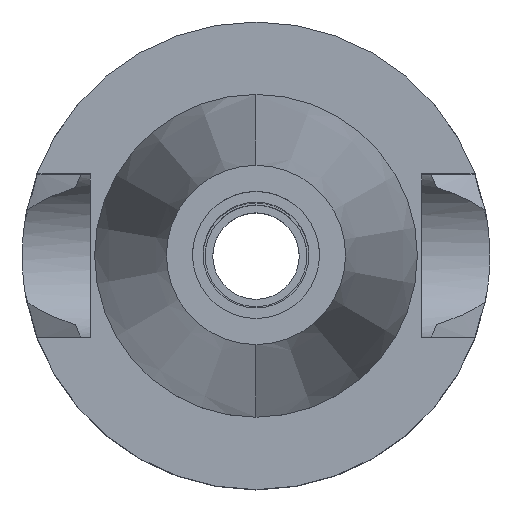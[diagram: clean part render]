
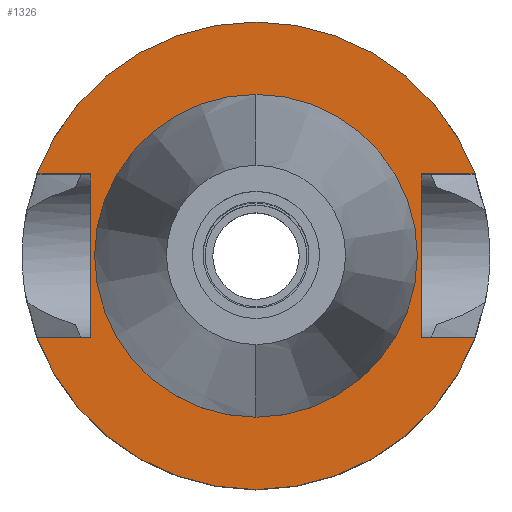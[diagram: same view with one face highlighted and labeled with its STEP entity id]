
A CAD part, top view. The second image highlights one B-rep face of the part: STEP entity #1326.
In plain terms, the highlighted planar face has unit normal (0, 0, 1).
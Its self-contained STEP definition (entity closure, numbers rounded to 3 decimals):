
#94=DIRECTION('',(0.,1.,0.));
#95=VECTOR('',#94,16.1);
#96=CARTESIAN_POINT('',(-16.3,-8.05,-1.));
#97=LINE('',#96,#95);
#101=DIRECTION('',(-1.,0.,0.));
#102=VECTOR('',#101,5.245);
#103=CARTESIAN_POINT('',(-16.3,8.05,-1.));
#104=LINE('',#103,#102);
#108=CARTESIAN_POINT('',(0.,0.,-1.));
#109=DIRECTION('',(0.,0.,-1.));
#110=DIRECTION('',(-0.937,0.35,0.));
#111=AXIS2_PLACEMENT_3D('',#108,#109,#110);
#116=CARTESIAN_POINT('',(0.,0.,-1.));
#117=DIRECTION('',(0.,0.,-1.));
#118=DIRECTION('',(0.,1.,0.));
#119=AXIS2_PLACEMENT_3D('',#116,#117,#118);
#124=DIRECTION('',(0.,-1.,0.));
#125=VECTOR('',#124,16.1);
#126=CARTESIAN_POINT('',(16.3,8.05,-1.));
#127=LINE('',#126,#125);
#131=DIRECTION('',(1.,0.,0.));
#132=VECTOR('',#131,5.245);
#133=CARTESIAN_POINT('',(16.3,-8.05,-1.));
#134=LINE('',#133,#132);
#138=CARTESIAN_POINT('',(0.,0.,-1.));
#139=DIRECTION('',(0.,0.,-1.));
#140=DIRECTION('',(0.937,-0.35,0.));
#141=AXIS2_PLACEMENT_3D('',#138,#139,#140);
#146=CARTESIAN_POINT('',(0.,0.,-1.));
#147=DIRECTION('',(0.,0.,-1.));
#148=DIRECTION('',(0.,-1.,0.));
#149=AXIS2_PLACEMENT_3D('',#146,#147,#148);
#154=CARTESIAN_POINT('',(0.,0.,-1.));
#155=DIRECTION('',(0.,0.,1.));
#156=DIRECTION('',(0.,-1.,0.));
#157=AXIS2_PLACEMENT_3D('',#154,#155,#156);
#162=CARTESIAN_POINT('',(0.,0.,-1.));
#163=DIRECTION('',(0.,0.,1.));
#164=DIRECTION('',(0.,1.,0.));
#165=AXIS2_PLACEMENT_3D('',#162,#163,#164);
#210=DIRECTION('',(-1.,0.,0.));
#211=VECTOR('',#210,5.245);
#212=CARTESIAN_POINT('',(-16.3,-8.05,-1.));
#213=LINE('',#212,#211);
#333=DIRECTION('',(1.,0.,0.));
#334=VECTOR('',#333,5.245);
#335=CARTESIAN_POINT('',(16.3,8.05,-1.));
#336=LINE('',#335,#334);
#1193=CARTESIAN_POINT('',(-16.3,-8.05,-1.));
#1194=VERTEX_POINT('',#1193);
#1195=CARTESIAN_POINT('',(-21.545,-8.05,-1.));
#1196=VERTEX_POINT('',#1195);
#1197=CARTESIAN_POINT('',(-16.3,8.05,-1.));
#1198=VERTEX_POINT('',#1197);
#1199=CARTESIAN_POINT('',(-21.545,8.05,-1.));
#1200=VERTEX_POINT('',#1199);
#1201=CARTESIAN_POINT('',(0.,23.,-1.));
#1202=CARTESIAN_POINT('',(21.545,8.05,-1.));
#1203=VERTEX_POINT('',#1201);
#1204=VERTEX_POINT('',#1202);
#1205=CARTESIAN_POINT('',(16.3,8.05,-1.));
#1206=VERTEX_POINT('',#1205);
#1207=CARTESIAN_POINT('',(16.3,-8.05,-1.));
#1208=VERTEX_POINT('',#1207);
#1209=CARTESIAN_POINT('',(21.545,-8.05,-1.));
#1210=VERTEX_POINT('',#1209);
#1211=CARTESIAN_POINT('',(0.,-23.,-1.));
#1212=VERTEX_POINT('',#1211);
#1213=CARTESIAN_POINT('',(0.,-15.875,-1.));
#1214=CARTESIAN_POINT('',(0.,15.875,-1.));
#1215=VERTEX_POINT('',#1213);
#1216=VERTEX_POINT('',#1214);
#1295=CARTESIAN_POINT('',(0.,0.,-1.));
#1296=DIRECTION('',(0.,0.,-1.));
#1297=DIRECTION('',(0.,-1.,0.));
#1298=AXIS2_PLACEMENT_3D('',#1295,#1296,#1297);
#1299=PLANE('',#1298);
#1301=ORIENTED_EDGE('',*,*,#1300,.T.);
#1303=ORIENTED_EDGE('',*,*,#1302,.T.);
#1305=ORIENTED_EDGE('',*,*,#1304,.T.);
#1307=ORIENTED_EDGE('',*,*,#1306,.T.);
#1309=ORIENTED_EDGE('',*,*,#1308,.F.);
#1311=ORIENTED_EDGE('',*,*,#1310,.T.);
#1313=ORIENTED_EDGE('',*,*,#1312,.T.);
#1315=ORIENTED_EDGE('',*,*,#1314,.T.);
#1317=ORIENTED_EDGE('',*,*,#1316,.T.);
#1319=ORIENTED_EDGE('',*,*,#1318,.F.);
#1320=EDGE_LOOP('',(#1301,#1303,#1305,#1307,#1309,#1311,#1313,#1315,#1317,
#1319));
#1321=FACE_OUTER_BOUND('',#1320,.F.);
#1322=ORIENTED_EDGE('',*,*,#1274,.T.);
#1323=ORIENTED_EDGE('',*,*,#1290,.T.);
#1324=EDGE_LOOP('',(#1322,#1323));
#1325=FACE_BOUND('',#1324,.F.);
#112=CIRCLE('',#111,23.);
#120=CIRCLE('',#119,23.);
#142=CIRCLE('',#141,23.);
#150=CIRCLE('',#149,23.);
#158=CIRCLE('',#157,15.875);
#166=CIRCLE('',#165,15.875);
#1274=EDGE_CURVE('',#1215,#1216,#158,.T.);
#1290=EDGE_CURVE('',#1216,#1215,#166,.T.);
#1300=EDGE_CURVE('',#1194,#1198,#97,.T.);
#1302=EDGE_CURVE('',#1198,#1200,#104,.T.);
#1304=EDGE_CURVE('',#1200,#1203,#112,.T.);
#1306=EDGE_CURVE('',#1203,#1204,#120,.T.);
#1308=EDGE_CURVE('',#1206,#1204,#336,.T.);
#1310=EDGE_CURVE('',#1206,#1208,#127,.T.);
#1312=EDGE_CURVE('',#1208,#1210,#134,.T.);
#1314=EDGE_CURVE('',#1210,#1212,#142,.T.);
#1316=EDGE_CURVE('',#1212,#1196,#150,.T.);
#1318=EDGE_CURVE('',#1194,#1196,#213,.T.);
#1326=ADVANCED_FACE('',(#1321,#1325),#1299,.F.);
